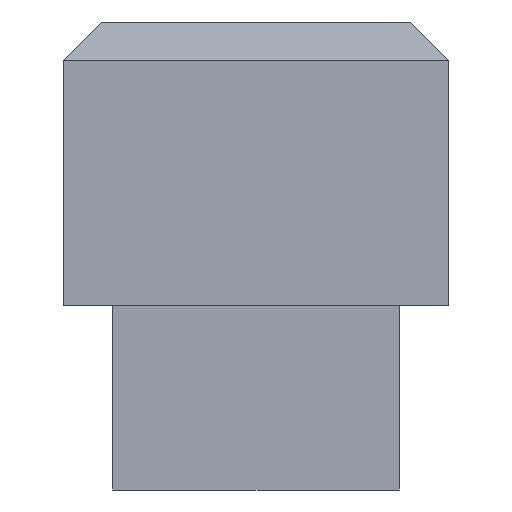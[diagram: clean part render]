
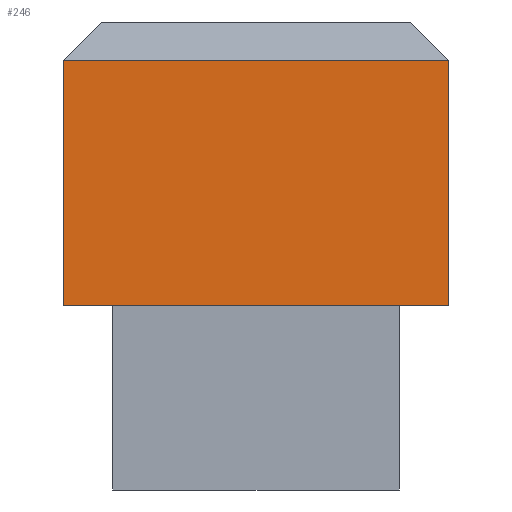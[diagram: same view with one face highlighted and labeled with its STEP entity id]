
A CAD part, left-side view. The second image highlights one B-rep face of the part: STEP entity #246.
In plain terms, the highlighted planar face has unit normal (-1, 0, 0).
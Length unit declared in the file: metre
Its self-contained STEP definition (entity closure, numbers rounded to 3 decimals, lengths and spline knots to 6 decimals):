
#44=ORIENTED_EDGE('',*,*,#95,.F.);
#45=ORIENTED_EDGE('',*,*,#96,.T.);
#46=ORIENTED_EDGE('',*,*,#92,.T.);
#47=ORIENTED_EDGE('',*,*,#91,.T.);
#91=EDGE_CURVE('',#117,#119,#143,.T.);
#92=EDGE_CURVE('',#120,#117,#144,.T.);
#95=EDGE_CURVE('',#122,#119,#147,.T.);
#96=EDGE_CURVE('',#122,#120,#148,.T.);
#117=VERTEX_POINT('',#375);
#119=VERTEX_POINT('',#379);
#120=VERTEX_POINT('',#383);
#122=VERTEX_POINT('',#389);
#143=LINE('',#380,#175);
#144=LINE('',#382,#176);
#147=LINE('',#388,#179);
#148=LINE('',#390,#180);
#175=VECTOR('',#311,1.);
#176=VECTOR('',#314,1.);
#179=VECTOR('',#319,1.);
#180=VECTOR('',#320,1.);
#200=EDGE_LOOP('',(#44,#45,#46,#47));
#216=FACE_BOUND('',#200,.T.);
#231=PLANE('',#274);
#246=ADVANCED_FACE('',(#216),#231,.F.);
#274=AXIS2_PLACEMENT_3D('',#387,#317,#318);
#311=DIRECTION('',(0.,-1.,0.));
#314=DIRECTION('',(0.,0.,-1.));
#317=DIRECTION('',(1.,0.,0.));
#318=DIRECTION('',(0.,0.,-1.));
#319=DIRECTION('',(0.,0.,-1.));
#320=DIRECTION('',(0.,1.,0.));
#375=CARTESIAN_POINT('',(-0.0645,0.035025,0.0085));
#379=CARTESIAN_POINT('',(-0.0645,0.029995,0.0085));
#380=CARTESIAN_POINT('',(-0.0645,0.03251,0.0085));
#382=CARTESIAN_POINT('',(-0.0645,0.035025,0.0122));
#383=CARTESIAN_POINT('',(-0.0645,0.035025,0.0117));
#387=CARTESIAN_POINT('',(-0.0645,0.03251,0.0122));
#388=CARTESIAN_POINT('',(-0.0645,0.029995,0.0122));
#389=CARTESIAN_POINT('',(-0.0645,0.029995,0.0117));
#390=CARTESIAN_POINT('',(-0.0645,0.035025,0.0117));
